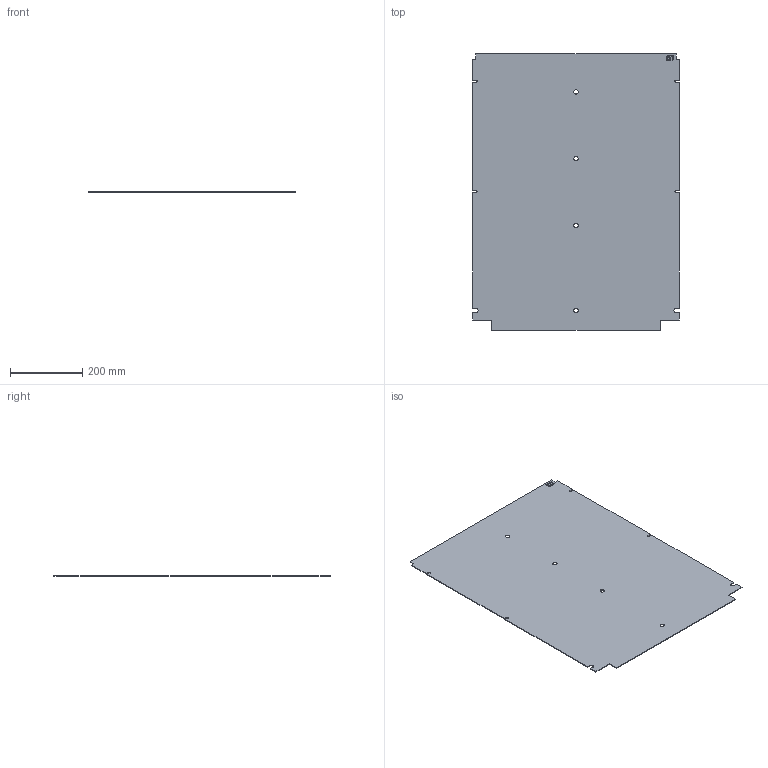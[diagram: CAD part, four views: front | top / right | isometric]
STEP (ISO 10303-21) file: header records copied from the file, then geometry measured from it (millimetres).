
FILE_DESCRIPTION((''),'2;1');
FILE_NAME('KVR_MP-00_ASM','2021-03-08T',('marketing.praksa'),('Audax d.o.o.'),'CREO PARAMETRIC BY PTC INC, 2017480','CREO PARAMETRIC BY PTC INC, 2017480','');
FILE_SCHEMA(('AUTOMOTIVE_DESIGN { 1 0 10303 214 1 1 1 1 }'));
Length unit declared in the file: millimetre
Products named in the file (3): 0_2XHALF; PRT0059; KVR_MP-00_ASM
Assembly tree (2 placements, depth 2):
  KVR_MP-00_ASM
    0_2XHALF
    PRT0059
Bounding box: 572 x 765 x 2 mm (x, y, z)
Volume: 866543.3 mm3; surface area: 873099.6 mm2
Topology: 2 solids, 2 shells, 103 faces, 293 edges, 197 vertices
Faces by surface type: plane 65, cylinder 38
Entity records: 5191 total; most frequent: CARTESIAN_POINT 605, DIRECTION 590, ORIENTED_EDGE 586, PRESENTATION_STYLE_ASSIGNMENT 398, STYLED_ITEM 398, CURVE_STYLE 293, EDGE_CURVE 293, VECTOR 212
